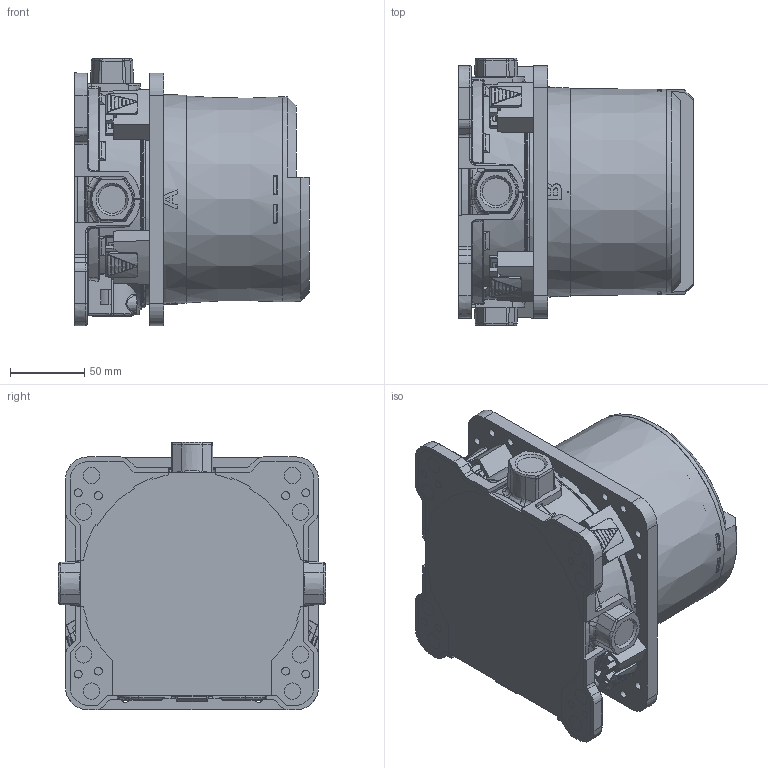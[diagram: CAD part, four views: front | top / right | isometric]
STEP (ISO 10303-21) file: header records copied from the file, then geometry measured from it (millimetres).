
FILE_DESCRIPTION(/* description */ ('Unknown'),/* implementation_level */ '2;1');
FILE_NAME(/* name */ '35600000',/* time_stamp */ '2022-08-26T09:31:05+02:00',/* author */ ('Unknown'),/* organization */ ('GROHE AG'),/* preprocessor_version */ 'ST-DEVELOPER v16.7',/* originating_system */ 'DEX',/* authorisation */ $);
FILE_SCHEMA (('AUTOMOTIVE_DESIGN {1 0 10303 214 3 1 1}'));
Products named in the file (10): 35600000; 35600000_0; 35600000_1; 35600000_2; 35600000_3; 35600000_4; 35600000_5; 35600000_6; 35600000_7
Assembly tree (9 placements, depth 2):
  35600000
    35600000
    35600000_0
    35600000_1
    35600000_2
    35600000_3
    35600000_4
    35600000_5
    35600000_6
    35600000_7
Bounding box: 158 x 180 x 180.04 mm (x, y, z)
Volume: 2258319.3 mm3; surface area: 425420.1 mm2
Topology: 9 solids, 11 shells, 2693 faces, 7029 edges, 4342 vertices
Faces by surface type: bspline 1082, plane 774, cylinder 292, cone 274, torus 190, sphere 81
Full cylindrical faces by diameter (mm): 5.2 x16, 12 x3, 18.631 x3, 131 x1, 133.6 x1, 136 x1, 143 x1
Entity records: 95846 total; most frequent: CARTESIAN_POINT 37677, ORIENTED_EDGE 13558, DIRECTION 10016, EDGE_CURVE 6779, VERTEX_POINT 4274, AXIS2_PLACEMENT_3D 4002, EDGE_LOOP 2955, FACE_BOUND 2955
